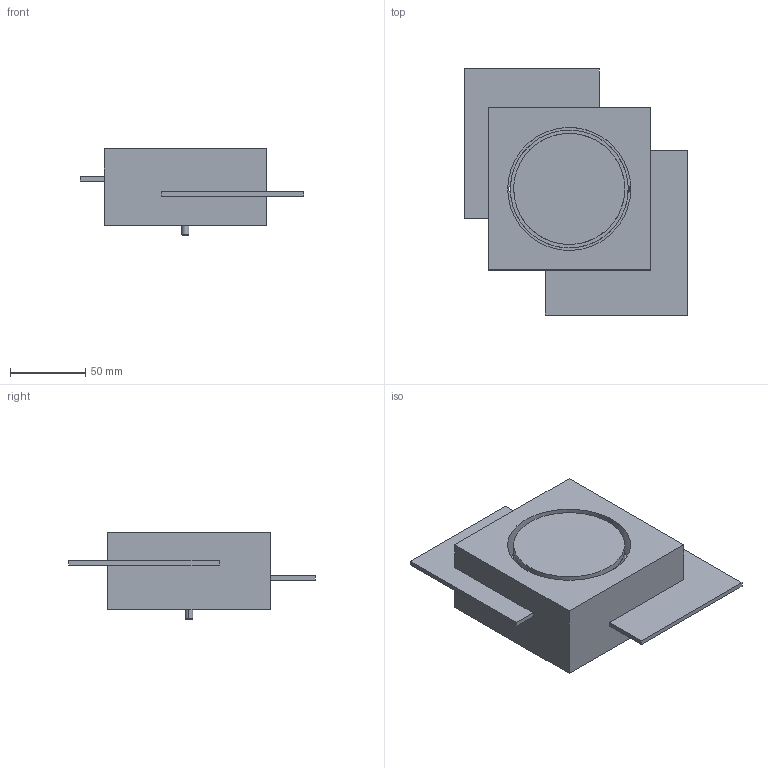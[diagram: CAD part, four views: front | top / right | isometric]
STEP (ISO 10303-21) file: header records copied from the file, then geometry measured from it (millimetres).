
FILE_DESCRIPTION(/* description */ (''),/* implementation_level */ '2;1');
FILE_NAME(/* name */ 'T075_Milet_Soffitto_1Luce',/* time_stamp */ '2023-09-19T11:14:50+02:00',/* author */ (''),/* organization */ (''),/* preprocessor_version */ 'ST-DEVELOPER v16.5',/* originating_system */ 'Rhino 7.20',/* authorisation */ '');
FILE_SCHEMA (('CONFIG_CONTROL_DESIGN'));
Length unit declared in the file: millimetre
Products named in the file (1): Document
Bounding box: 149 x 164 x 57.5 mm (x, y, z)
Volume: 493176.4 mm3; surface area: 128140.5 mm2
Topology: 22 solids, 22 shells, 349 faces, 777 edges, 504 vertices
Faces by surface type: plane 179, cylinder 136, bspline 34
Entity records: 9477 total; most frequent: CARTESIAN_POINT 4051, ORIENTED_EDGE 1554, EDGE_CURVE 777, VERTEX_POINT 504, EDGE_LOOP 413, ADVANCED_FACE 349, FACE_OUTER_BOUND 349, B_SPLINE_CURVE_WITH_KNOTS 346
